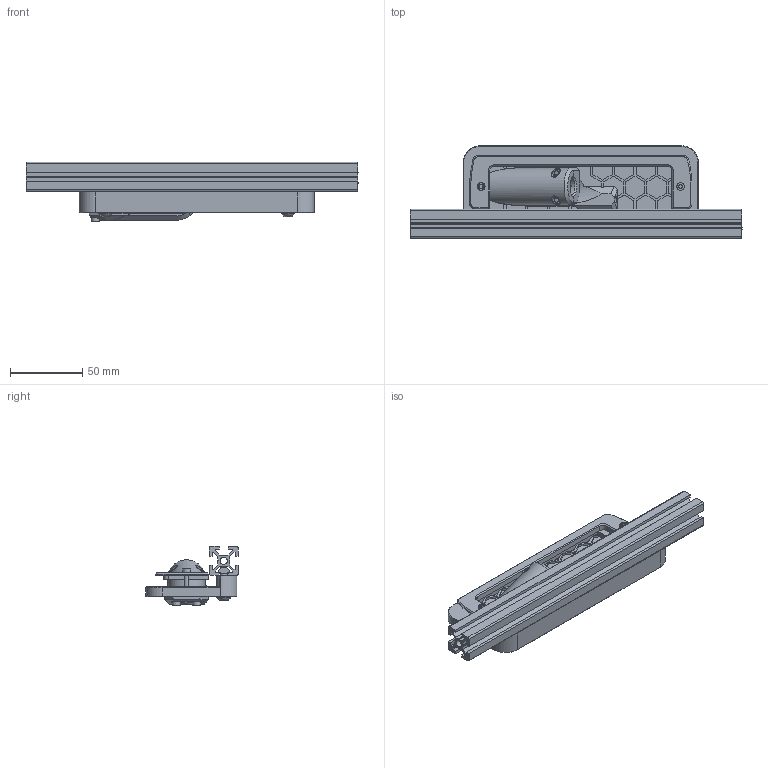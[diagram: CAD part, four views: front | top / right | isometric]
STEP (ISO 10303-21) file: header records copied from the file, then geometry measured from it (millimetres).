
FILE_DESCRIPTION(/* description */ (''),/* implementation_level */ '2;1');
FILE_NAME(/* name */ 'umbilical_passthrough_backing_plate.step',/* time_stamp */ '2025-05-06T13:02:55-05:00',/* author */ (''),/* organization */ (''),/* preprocessor_version */ 'ST-DEVELOPER v20.1',/* originating_system */ 'Autodesk Translation Framework v14.4.0.0',/* authorisation */ '');
FILE_SCHEMA (('AUTOMOTIVE_DESIGN { 1 0 10303 214 3 1 1 }'));
Length unit declared in the file: millimetre
Products named in the file (11): 6mm; Umbilical_Passthrough-L; M5x20 BHCS; (Unsaved); M5 Roll-In T Nut; PUG_housing; M3x8 SHCS; M3x10 SHCS; (Unsaved)_1; front_plate; Misumi 2020 Cube
Assembly tree (20 placements, depth 3):
  6mm
    Umbilical_Passthrough-L
      M5x20 BHCS  x2
      (Unsaved)  x4
      M5 Roll-In T Nut  x2
    PUG_housing
      M3x8 SHCS  x2
      M3x10 SHCS  x4
      (Unsaved)_1  x2
    front_plate
    Misumi 2020 Cube
Bounding box: 230 x 63.97 x 41.04 mm (x, y, z)
Volume: 132581.7 mm3; surface area: 88912.8 mm2
Topology: 22 solids, 22 shells, 1502 faces, 4118 edges, 2699 vertices
Faces by surface type: plane 543, bspline 503, cylinder 277, cone 171, torus 6, sphere 2
Full cylindrical faces by diameter (mm): 2.9 x6, 3 x6, 3.4 x4, 3.6 x2, 4.1 x6, 4.2 x4, 4.25 x12, 4.7 x4, 4.8 x2, 5 x4, 5.2 x2, 5.5 x6, 9.5 x2
Entity records: 39166 total; most frequent: CARTESIAN_POINT 17464, ORIENTED_EDGE 4762, DIRECTION 3993, EDGE_CURVE 2381, VERTEX_POINT 1555, LINE 1391, VECTOR 1391, AXIS2_PLACEMENT_3D 1301
